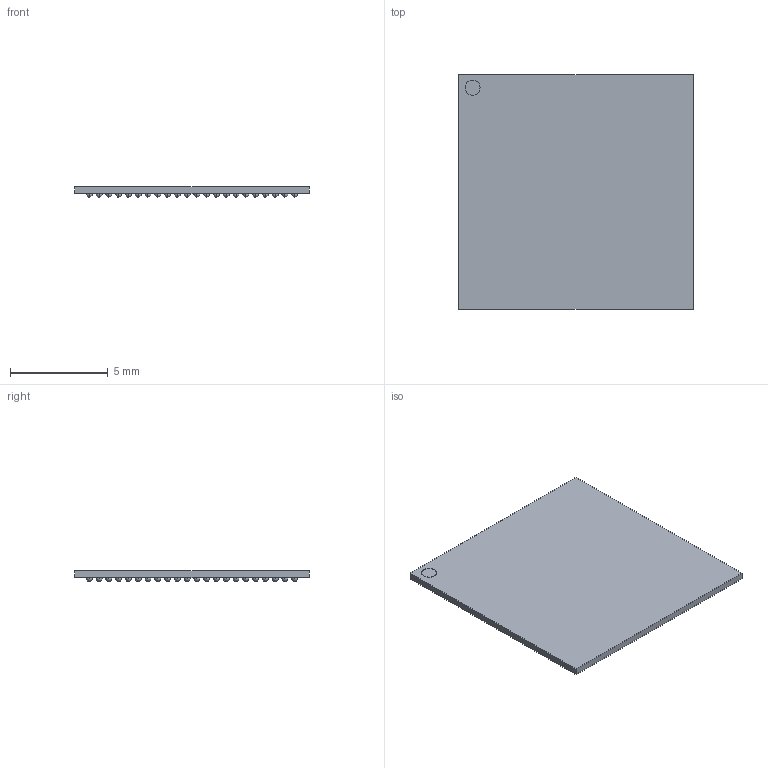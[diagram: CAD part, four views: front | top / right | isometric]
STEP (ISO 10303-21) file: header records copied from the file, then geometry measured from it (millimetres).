
FILE_DESCRIPTION (( 'STEP AP214' ), '1' );
FILE_NAME ('IMEC_BGA-484_22x22_12.0x12.0x1.2mm.STEP', '2023-07-20T12:58:51', ( '' ), ( '' ), 'SwSTEP 2.0', 'SolidWorks 2023', '' );
FILE_SCHEMA (( 'AUTOMOTIVE_DESIGN' ));
Length unit declared in the file: millimetre
Products named in the file (1): IMEC_BGA-484_22x22_12.0x12.0x1.2mm
Bounding box: 12 x 12 x 0.56 mm (x, y, z)
Volume: 56.2 mm3; surface area: 365.9 mm2
Topology: 1 solids, 1 shells, 977 faces, 4374 edges, 2916 vertices
Faces by surface type: sphere 968, plane 7, cylinder 2
Entity records: 27363 total; most frequent: DIRECTION 5850, CARTESIAN_POINT 4396, ORIENTED_EDGE 3908, AXIS2_PLACEMENT_3D 2918, EDGE_CURVE 1954, CIRCLE 1940, VERTEX_POINT 1464, EDGE_LOOP 1462
